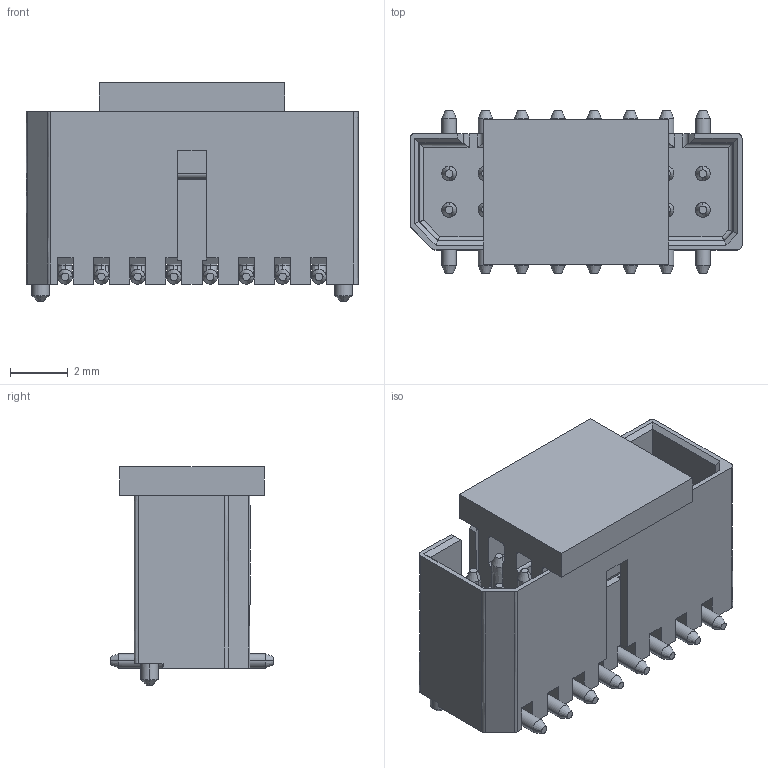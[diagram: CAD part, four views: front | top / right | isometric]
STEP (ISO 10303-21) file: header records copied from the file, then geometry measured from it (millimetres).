
FILE_DESCRIPTION( ('This file contains a STEP AP42 implementation' ,'as created by ZW3D STEP Interface translator.') ,'2;1' );
FILE_NAME( '3651-P016-059XXR01.stp' ,'2411 2.105130', (''), ('ZWCAD Software Co.'), 'Version 1.0', 'ZW3D to STEP translator', '' );
FILE_SCHEMA(('AUTOMOTIVE_DESIGN { 1 0 10303 214 1 1 1 1 }'));
Length unit declared in the file: millimetre
Products named in the file (4): 0; 3651-P016-059XXR01; 3651-P014-059G0R01; CAP3651-G201_1
Assembly tree (2 placements, depth 2):
  0
  3651-P016-059XXR01
    3651-P014-059G0R01
    CAP3651-G201_1
Bounding box: 11.45 x 5.65 x 7.55 mm (x, y, z)
Volume: 235.5 mm3; surface area: 691.6 mm2
Topology: 2 solids, 2 shells, 586 faces, 1622 edges, 1040 vertices
Faces by surface type: plane 214, bspline 145, cylinder 115, cone 112
Full cylindrical faces by diameter (mm): 0.5 x4
Entity records: 22846 total; most frequent: CARTESIAN_POINT 8376, ORIENTED_EDGE 3244, DIRECTION 2533, EDGE_CURVE 1622, VERTEX_POINT 1040, VECTOR 905, LINE 905, AXIS2_PLACEMENT_3D 814
